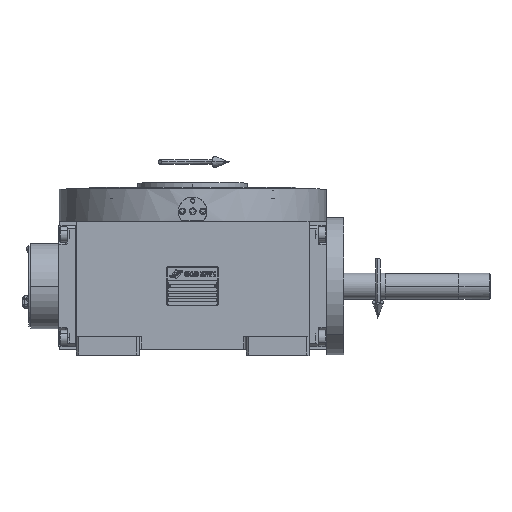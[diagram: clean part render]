
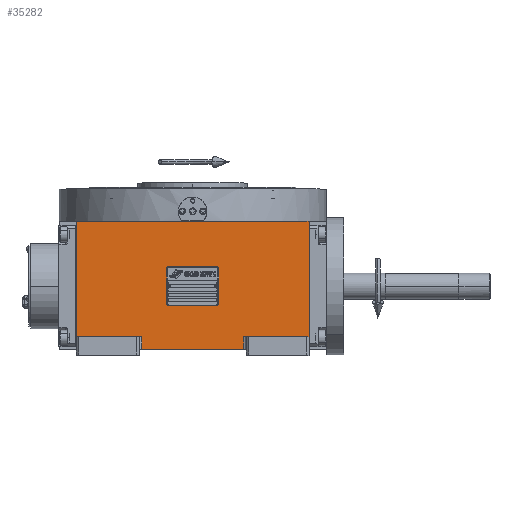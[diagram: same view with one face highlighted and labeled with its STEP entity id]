
A CAD part, top view. The second image highlights one B-rep face of the part: STEP entity #35282.
In plain terms, the highlighted planar face has unit normal (0, 0, 1).
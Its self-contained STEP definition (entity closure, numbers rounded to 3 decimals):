
#1087 = LINE ( 'NONE', #65605, #14996 ) ;
#1804 = EDGE_CURVE ( 'NONE', #100523, #11948, #45962, .T. ) ;
#5150 = FACE_OUTER_BOUND ( 'NONE', #56733, .T. ) ;
#7989 = DIRECTION ( 'NONE',  ( 1., 0., 0. ) ) ;
#8011 = EDGE_CURVE ( 'NONE', #93123, #39327, #10511, .T. ) ;
#9478 = DIRECTION ( 'NONE',  ( 1., 0., 0. ) ) ;
#10511 = LINE ( 'NONE', #25223, #65883 ) ;
#11948 = VERTEX_POINT ( 'NONE', #49023 ) ;
#12303 = LINE ( 'NONE', #68436, #45515 ) ;
#13915 = CARTESIAN_POINT ( 'NONE',  ( -59., -73., 226. ) ) ;
#14996 = VECTOR ( 'NONE', #16315, 1000. ) ;
#16315 = DIRECTION ( 'NONE',  ( 0., 1., 0. ) ) ;
#16475 = EDGE_CURVE ( 'NONE', #19737, #57839, #71992, .T. ) ;
#16601 = CARTESIAN_POINT ( 'NONE',  ( -59., -73., 226. ) ) ;
#17188 = AXIS2_PLACEMENT_3D ( 'NONE', #31400, #46633, #53952 ) ;
#17689 = DIRECTION ( 'NONE',  ( 1., 0., 0. ) ) ;
#19737 = VERTEX_POINT ( 'NONE', #63187 ) ;
#19835 = ORIENTED_EDGE ( 'NONE', *, *, #63007, .F. ) ;
#23998 = LINE ( 'NONE', #89611, #78297 ) ;
#25223 = CARTESIAN_POINT ( 'NONE',  ( 59., -59., 226. ) ) ;
#31400 = CARTESIAN_POINT ( 'NONE',  ( -135., -73., 226. ) ) ;
#35282 = ADVANCED_FACE ( 'NONE', ( #5150 ), #62337, .T. ) ;
#37575 = CARTESIAN_POINT ( 'NONE',  ( -135., -59., 226. ) ) ;
#39327 = VERTEX_POINT ( 'NONE', #64142 ) ;
#39715 = VECTOR ( 'NONE', #7989, 1000. ) ;
#40748 = ORIENTED_EDGE ( 'NONE', *, *, #79604, .T. ) ;
#45515 = VECTOR ( 'NONE', #58521, 1000. ) ;
#45962 = LINE ( 'NONE', #13915, #91407 ) ;
#46633 = DIRECTION ( 'NONE',  ( 0., 0., 1. ) ) ;
#49023 = CARTESIAN_POINT ( 'NONE',  ( 59., -73., 226. ) ) ;
#52783 = DIRECTION ( 'NONE',  ( 1., 0., 0. ) ) ;
#53952 = DIRECTION ( 'NONE',  ( 1., 0., 0. ) ) ;
#54284 = VECTOR ( 'NONE', #78992, 1000. ) ;
#56733 = EDGE_LOOP ( 'NONE', ( #85968, #96338, #83673, #60645, #77160, #19835, #40748, #60243 ) ) ;
#57839 = VERTEX_POINT ( 'NONE', #68970 ) ;
#58521 = DIRECTION ( 'NONE',  ( 0., -1., 0. ) ) ;
#60243 = ORIENTED_EDGE ( 'NONE', *, *, #76697, .F. ) ;
#60645 = ORIENTED_EDGE ( 'NONE', *, *, #63093, .T. ) ;
#61248 = VERTEX_POINT ( 'NONE', #37575 ) ;
#62337 = PLANE ( 'NONE',  #17188 ) ;
#63007 = EDGE_CURVE ( 'NONE', #61248, #19737, #71098, .T. ) ;
#63093 = EDGE_CURVE ( 'NONE', #39327, #57839, #63248, .T. ) ;
#63187 = CARTESIAN_POINT ( 'NONE',  ( -135., 75., 226. ) ) ;
#63248 = LINE ( 'NONE', #94787, #92827 ) ;
#64142 = CARTESIAN_POINT ( 'NONE',  ( 135., -59., 226. ) ) ;
#65605 = CARTESIAN_POINT ( 'NONE',  ( -59., -73., 226. ) ) ;
#65883 = VECTOR ( 'NONE', #9478, 1000. ) ;
#68436 = CARTESIAN_POINT ( 'NONE',  ( 59., -59., 226. ) ) ;
#68970 = CARTESIAN_POINT ( 'NONE',  ( 135., 75., 226. ) ) ;
#70071 = CARTESIAN_POINT ( 'NONE',  ( -135., -59., 226. ) ) ;
#71098 = LINE ( 'NONE', #70071, #54284 ) ;
#71431 = VERTEX_POINT ( 'NONE', #80715 ) ;
#71992 = LINE ( 'NONE', #79904, #39715 ) ;
#76697 = EDGE_CURVE ( 'NONE', #100523, #71431, #1087, .T. ) ;
#77160 = ORIENTED_EDGE ( 'NONE', *, *, #16475, .F. ) ;
#78297 = VECTOR ( 'NONE', #17689, 1000. ) ;
#78712 = EDGE_CURVE ( 'NONE', #93123, #11948, #12303, .T. ) ;
#78992 = DIRECTION ( 'NONE',  ( 0., 1., 0. ) ) ;
#79604 = EDGE_CURVE ( 'NONE', #61248, #71431, #23998, .T. ) ;
#79904 = CARTESIAN_POINT ( 'NONE',  ( -135., 75., 226. ) ) ;
#80715 = CARTESIAN_POINT ( 'NONE',  ( -59., -59., 226. ) ) ;
#82066 = CARTESIAN_POINT ( 'NONE',  ( 59., -59., 226. ) ) ;
#83673 = ORIENTED_EDGE ( 'NONE', *, *, #8011, .T. ) ;
#85968 = ORIENTED_EDGE ( 'NONE', *, *, #1804, .T. ) ;
#89611 = CARTESIAN_POINT ( 'NONE',  ( -135., -59., 226. ) ) ;
#91407 = VECTOR ( 'NONE', #52783, 1000. ) ;
#92827 = VECTOR ( 'NONE', #103695, 1000. ) ;
#93123 = VERTEX_POINT ( 'NONE', #82066 ) ;
#94787 = CARTESIAN_POINT ( 'NONE',  ( 135., -59., 226. ) ) ;
#96338 = ORIENTED_EDGE ( 'NONE', *, *, #78712, .F. ) ;
#100523 = VERTEX_POINT ( 'NONE', #16601 ) ;
#103695 = DIRECTION ( 'NONE',  ( 0., 1., 0. ) ) ;
